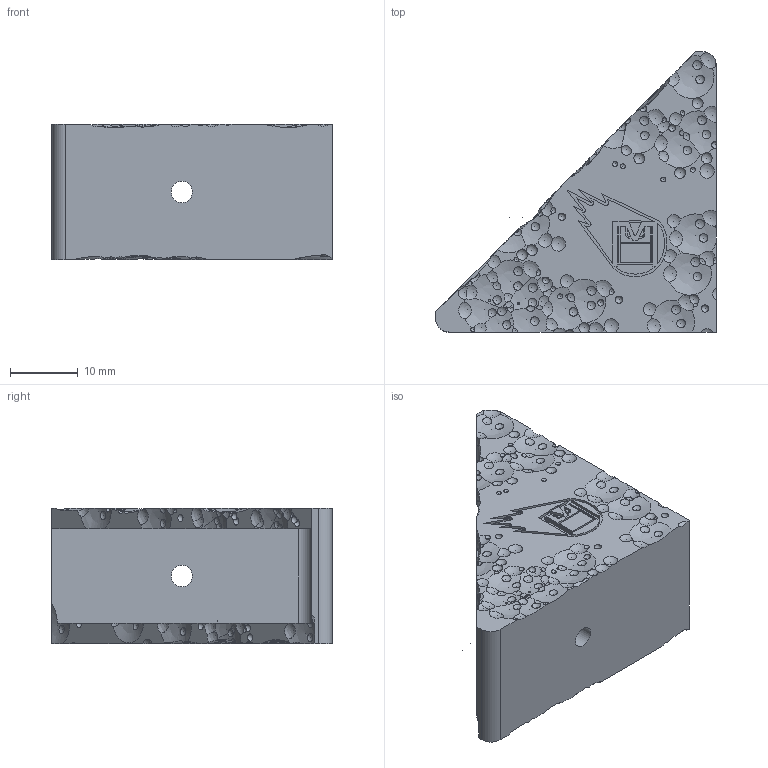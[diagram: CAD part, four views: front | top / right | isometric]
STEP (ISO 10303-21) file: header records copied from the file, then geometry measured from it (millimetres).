
FILE_DESCRIPTION(/* description */ ('STEP AP242','CAx-IF Rec.Pracs.---Representation and Presentation of Product Manufacturing Information (PMI)---4.0---2014-10-13','CAx-IF Rec.Pracs.---3D Tessellated Geometry---0.4---2014-09-14','2;1'),/* implementation_level */ '2;1');
FILE_NAME(/* name */ '68059e6ef96b6a6649bd1390',/* time_stamp */ '2025-04-21T01:25:03Z',/* author */ (''),/* organization */ (''),/* preprocessor_version */ 'ST-DEVELOPER v20',/* originating_system */ 'ONSHAPE BY PTC INC, 1.196',/* authorisation */ ' ');
FILE_SCHEMA (('AP242_MANAGED_MODEL_BASED_3D_ENGINEERING_MIM_LF { 1 0 10303 442 1 1 4 }'));
Length unit declared in the file: metre
Products named in the file (1): medium corner stiffener
Bounding box: 41.5 x 41.5 x 20 mm (x, y, z)
Volume: 8703 mm3; surface area: 6704.1 mm2
Topology: 1 solids, 1 shells, 583 faces, 2607 edges, 1756 vertices
Faces by surface type: sphere 417, plane 140, cylinder 14, bspline 12
Full cylindrical faces by diameter (mm): 3.15 x2
Entity records: 19056 total; most frequent: DIRECTION 3868, CARTESIAN_POINT 3345, ORIENTED_EDGE 3082, AXIS2_PLACEMENT_3D 1782, EDGE_CURVE 1541, CIRCLE 1209, VERTEX_POINT 1051, EDGE_LOOP 676
